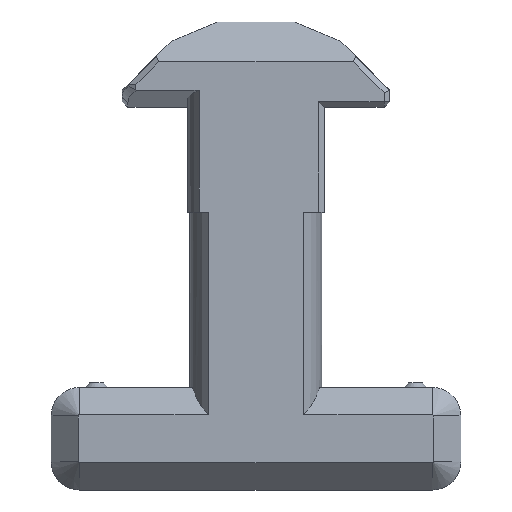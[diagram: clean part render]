
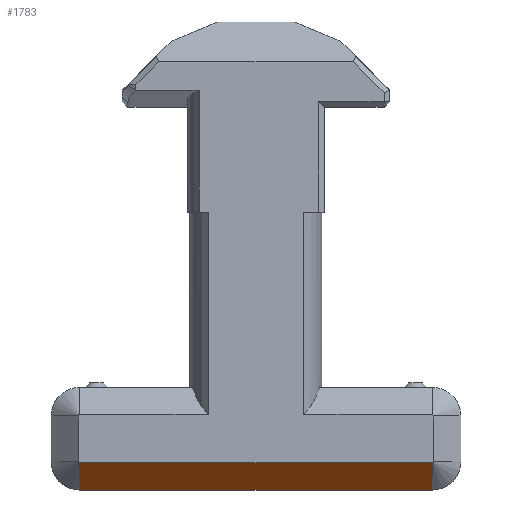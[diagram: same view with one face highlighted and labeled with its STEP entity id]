
A CAD part, front view. The second image highlights one B-rep face of the part: STEP entity #1783.
In plain terms, the highlighted planar face has unit normal (0, -0.707, -0.707).
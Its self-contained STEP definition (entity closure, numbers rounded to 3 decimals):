
#59 = ORIENTED_EDGE ( 'NONE', *, *, #2240, .F. ) ;
#60 = CARTESIAN_POINT ( 'NONE',  ( 7.75, -0.8, -4.5 ) ) ;
#317 = EDGE_LOOP ( 'NONE', ( #59, #1982, #1387, #553 ) ) ;
#448 = CARTESIAN_POINT ( 'NONE',  ( 7.75, -1.4, -3.9 ) ) ;
#478 = LINE ( 'NONE', #448, #668 ) ;
#553 = ORIENTED_EDGE ( 'NONE', *, *, #2315, .F. ) ;
#596 = LINE ( 'NONE', #1428, #800 ) ;
#601 = PLANE ( 'NONE',  #1726 ) ;
#616 = VERTEX_POINT ( 'NONE', #2600 ) ;
#636 = FACE_OUTER_BOUND ( 'NONE', #317, .T. ) ;
#668 = VECTOR ( 'NONE', #2492, 1000. ) ;
#784 = VERTEX_POINT ( 'NONE', #60 ) ;
#800 = VECTOR ( 'NONE', #995, 1000. ) ;
#995 = DIRECTION ( 'NONE',  ( 1., 0., 0. ) ) ;
#1138 = VERTEX_POINT ( 'NONE', #2290 ) ;
#1166 = CARTESIAN_POINT ( 'NONE',  ( 7.75, -2., -3.3 ) ) ;
#1208 = DIRECTION ( 'NONE',  ( 0., -0.707, 0.707 ) ) ;
#1251 = DIRECTION ( 'NONE',  ( 0., -0.707, -0.707 ) ) ;
#1262 = LINE ( 'NONE', #1931, #1579 ) ;
#1266 = CARTESIAN_POINT ( 'NONE',  ( 7.76, -2.007, -3.293 ) ) ;
#1387 = ORIENTED_EDGE ( 'NONE', *, *, #2669, .T. ) ;
#1428 = CARTESIAN_POINT ( 'NONE',  ( 0., -0.8, -4.5 ) ) ;
#1467 = DIRECTION ( 'NONE',  ( -1., 0., 0. ) ) ;
#1579 = VECTOR ( 'NONE', #2128, 1000. ) ;
#1617 = CARTESIAN_POINT ( 'NONE',  ( -7.75, -1.4, -3.9 ) ) ;
#1726 = AXIS2_PLACEMENT_3D ( 'NONE', #1266, #1251, #1467 ) ;
#1783 = ADVANCED_FACE ( 'NONE', ( #636 ), #601, .T. ) ;
#1931 = CARTESIAN_POINT ( 'NONE',  ( 0., -2., -3.3 ) ) ;
#1982 = ORIENTED_EDGE ( 'NONE', *, *, #2219, .T. ) ;
#2128 = DIRECTION ( 'NONE',  ( 1., 0., 0. ) ) ;
#2190 = VECTOR ( 'NONE', #1208, 1000. ) ;
#2219 = EDGE_CURVE ( 'NONE', #1138, #784, #596, .T. ) ;
#2240 = EDGE_CURVE ( 'NONE', #1138, #616, #2278, .T. ) ;
#2278 = LINE ( 'NONE', #1617, #2190 ) ;
#2290 = CARTESIAN_POINT ( 'NONE',  ( -7.75, -0.8, -4.5 ) ) ;
#2315 = EDGE_CURVE ( 'NONE', #616, #2515, #1262, .T. ) ;
#2492 = DIRECTION ( 'NONE',  ( 0., -0.707, 0.707 ) ) ;
#2515 = VERTEX_POINT ( 'NONE', #1166 ) ;
#2600 = CARTESIAN_POINT ( 'NONE',  ( -7.75, -2., -3.3 ) ) ;
#2669 = EDGE_CURVE ( 'NONE', #784, #2515, #478, .T. ) ;
